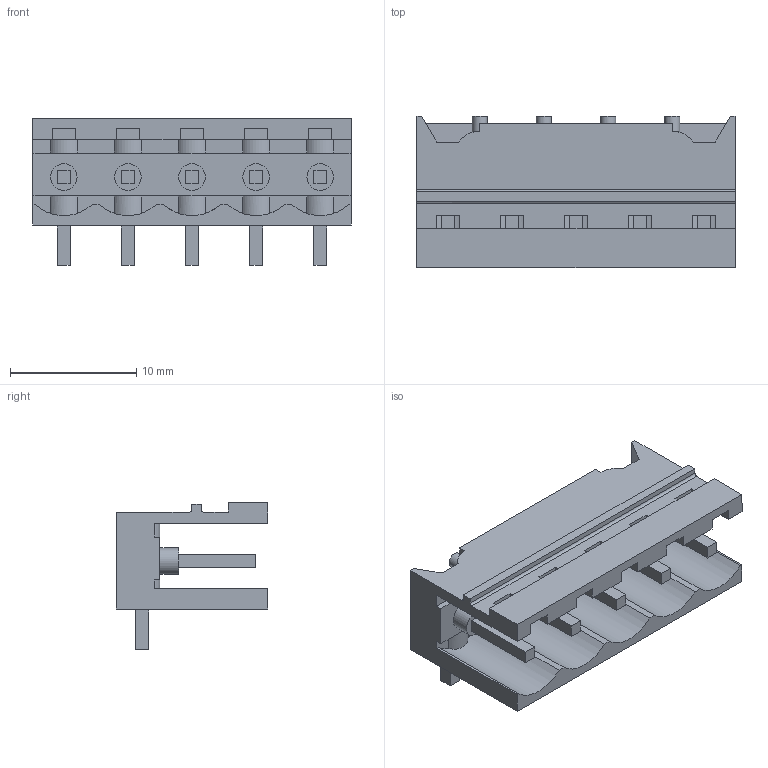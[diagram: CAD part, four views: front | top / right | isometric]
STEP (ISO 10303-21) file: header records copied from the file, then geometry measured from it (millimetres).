
FILE_DESCRIPTION(('CATIA V5 STEP Exchange','CAx-IF Rec.Pracs.--- Model Styling and Organization---1.2---2011-12-15'),'2;1');
FILE_NAME ('D1456010_0', '2018-03-09T07:39:25+00:00', ('none'), ('Weidmueller'), 'CATIA Version 5-6 Release 2014', 'CATIA V5 STEP AP214', 'none');
FILE_SCHEMA(('AUTOMOTIVE_DESIGN { 1 0 10303 214 1 1 1 1 }'));
Length unit declared in the file: millimetre
Products named in the file (1): 1779980000
Bounding box: 25.2 x 12 x 11.63 mm (x, y, z)
Volume: 906.6 mm3; surface area: 2179.3 mm2
Topology: 6 solids, 6 shells, 285 faces, 892 edges, 614 vertices
Faces by surface type: plane 238, cylinder 45, extrusion 2
Entity records: 9334 total; most frequent: CARTESIAN_POINT 1856, ORIENTED_EDGE 1784, DIRECTION 1178, EDGE_CURVE 892, VECTOR 706, LINE 704, VERTEX_POINT 614, AXIS2_PLACEMENT_3D 310
